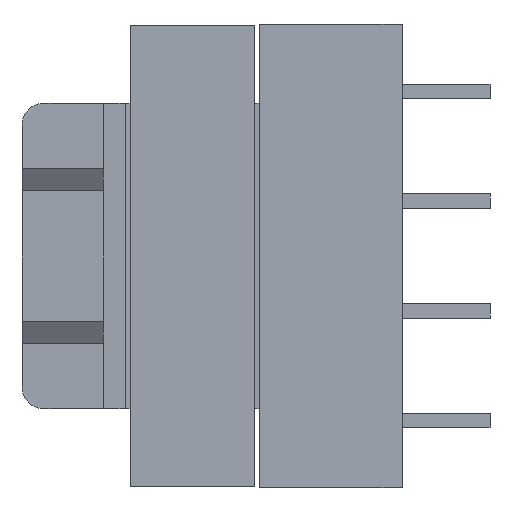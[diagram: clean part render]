
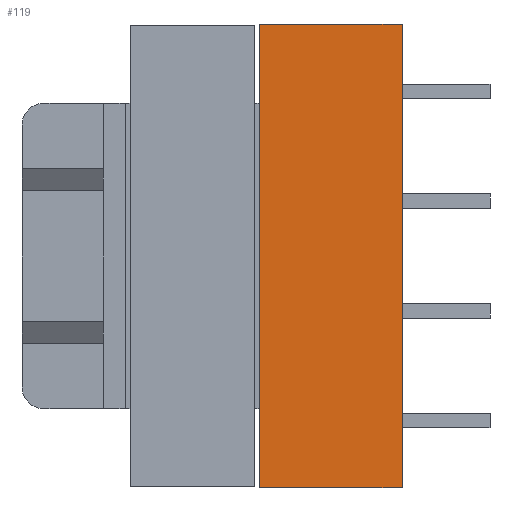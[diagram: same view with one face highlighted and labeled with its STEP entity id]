
A CAD part, left-side view. The second image highlights one B-rep face of the part: STEP entity #119.
In plain terms, the highlighted planar face has unit normal (-1, 0, 0).
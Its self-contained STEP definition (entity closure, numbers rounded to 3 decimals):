
#56 = VECTOR ( 'NONE', #3728, 1000. ) ;
#119 = ADVANCED_FACE ( 'NONE', ( #5818 ), #14467, .F. ) ;
#165 = VECTOR ( 'NONE', #8290, 1000. ) ;
#263 = CARTESIAN_POINT ( 'NONE',  ( -10.55, 17.3, -10.55 ) ) ;
#486 = CARTESIAN_POINT ( 'NONE',  ( -10.55, 0., -10.55 ) ) ;
#1795 = LINE ( 'NONE', #2735, #56 ) ;
#1818 = CARTESIAN_POINT ( 'NONE',  ( -10.55, 17.3, 10.55 ) ) ;
#2283 = LINE ( 'NONE', #263, #165 ) ;
#2672 = VECTOR ( 'NONE', #5674, 1000. ) ;
#2735 = CARTESIAN_POINT ( 'NONE',  ( -10.55, 0., -10.55 ) ) ;
#2796 = EDGE_CURVE ( 'NONE', #2941, #4776, #1795, .T. ) ;
#2941 = VERTEX_POINT ( 'NONE', #10779 ) ;
#3728 = DIRECTION ( 'NONE',  ( 0., 0., -1. ) ) ;
#3981 = CARTESIAN_POINT ( 'NONE',  ( -10.55, 6.5, 10.55 ) ) ;
#4251 = ORIENTED_EDGE ( 'NONE', *, *, #2796, .F. ) ;
#4767 = LINE ( 'NONE', #1818, #13348 ) ;
#4776 = VERTEX_POINT ( 'NONE', #486 ) ;
#5577 = CARTESIAN_POINT ( 'NONE',  ( -10.55, 6.5, -10.55 ) ) ;
#5674 = DIRECTION ( 'NONE',  ( 0., 0., -1. ) ) ;
#5700 = LINE ( 'NONE', #5577, #2672 ) ;
#5818 = FACE_OUTER_BOUND ( 'NONE', #7421, .T. ) ;
#6269 = DIRECTION ( 'NONE',  ( 0., 1., 0. ) ) ;
#7421 = EDGE_LOOP ( 'NONE', ( #10784, #12690, #4251, #11302 ) ) ;
#8290 = DIRECTION ( 'NONE',  ( 0., -1., 0. ) ) ;
#8630 = EDGE_CURVE ( 'NONE', #9885, #4776, #2283, .T. ) ;
#8682 = AXIS2_PLACEMENT_3D ( 'NONE', #10988, #10932, #13110 ) ;
#9069 = CARTESIAN_POINT ( 'NONE',  ( -10.55, 6.5, -10.55 ) ) ;
#9701 = VERTEX_POINT ( 'NONE', #3981 ) ;
#9885 = VERTEX_POINT ( 'NONE', #9069 ) ;
#10779 = CARTESIAN_POINT ( 'NONE',  ( -10.55, 0., 10.55 ) ) ;
#10784 = ORIENTED_EDGE ( 'NONE', *, *, #12717, .T. ) ;
#10932 = DIRECTION ( 'NONE',  ( 1., 0., 0. ) ) ;
#10988 = CARTESIAN_POINT ( 'NONE',  ( -10.55, 17.3, -10.55 ) ) ;
#11302 = ORIENTED_EDGE ( 'NONE', *, *, #13165, .T. ) ;
#12690 = ORIENTED_EDGE ( 'NONE', *, *, #8630, .T. ) ;
#12717 = EDGE_CURVE ( 'NONE', #9701, #9885, #5700, .T. ) ;
#13110 = DIRECTION ( 'NONE',  ( 0., 0., -1. ) ) ;
#13165 = EDGE_CURVE ( 'NONE', #2941, #9701, #4767, .T. ) ;
#13348 = VECTOR ( 'NONE', #6269, 1000. ) ;
#14467 = PLANE ( 'NONE',  #8682 ) ;
